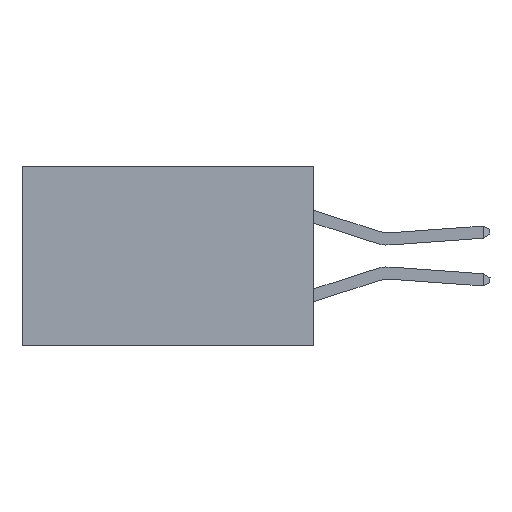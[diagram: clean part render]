
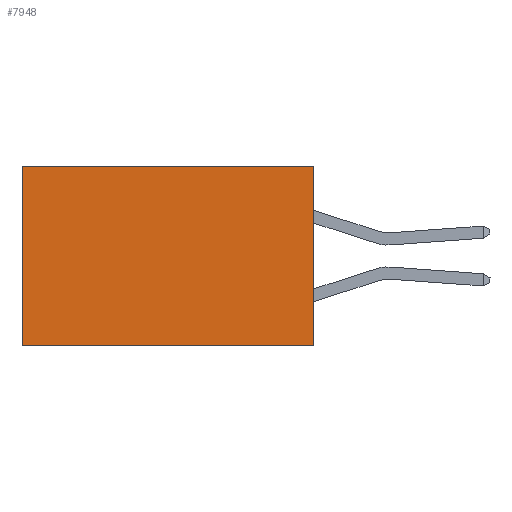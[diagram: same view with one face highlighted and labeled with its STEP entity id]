
A CAD part, left-side view. The second image highlights one B-rep face of the part: STEP entity #7948.
In plain terms, the highlighted planar face has unit normal (-1, 0, 0).
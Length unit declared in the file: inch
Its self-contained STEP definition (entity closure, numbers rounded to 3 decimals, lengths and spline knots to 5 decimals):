
#887 = VECTOR ( 'NONE', #8695, 39.37008 ) ;
#948 = VERTEX_POINT ( 'NONE', #1473 ) ;
#1089 = EDGE_CURVE ( 'NONE', #4802, #948, #9735, .T. ) ;
#1406 = VERTEX_POINT ( 'NONE', #11684 ) ;
#1473 = CARTESIAN_POINT ( 'NONE',  ( 0.2875, 0.6, -0.37 ) ) ;
#1672 = CARTESIAN_POINT ( 'NONE',  ( 0.2875, 0.6, 0. ) ) ;
#2024 = ORIENTED_EDGE ( 'NONE', *, *, #11559, .T. ) ;
#2110 = CARTESIAN_POINT ( 'NONE',  ( 0.2875, 0., 0. ) ) ;
#2194 = CARTESIAN_POINT ( 'NONE',  ( 0.2875, 0., 0. ) ) ;
#2274 = LINE ( 'NONE', #2194, #6593 ) ;
#2655 = EDGE_LOOP ( 'NONE', ( #2024, #9702, #3540, #4009 ) ) ;
#2842 = CARTESIAN_POINT ( 'NONE',  ( 0.2875, 0., -0.37 ) ) ;
#3302 = VECTOR ( 'NONE', #4750, 39.37008 ) ;
#3540 = ORIENTED_EDGE ( 'NONE', *, *, #4918, .F. ) ;
#4009 = ORIENTED_EDGE ( 'NONE', *, *, #13270, .T. ) ;
#4049 = AXIS2_PLACEMENT_3D ( 'NONE', #2110, #12437, #8029 ) ;
#4717 = LINE ( 'NONE', #10732, #887 ) ;
#4750 = DIRECTION ( 'NONE',  ( 0., 0., -1. ) ) ;
#4802 = VERTEX_POINT ( 'NONE', #11501 ) ;
#4918 = EDGE_CURVE ( 'NONE', #13077, #4802, #4717, .T. ) ;
#5036 = LINE ( 'NONE', #1672, #3302 ) ;
#6400 = CARTESIAN_POINT ( 'NONE',  ( 0.2875, 0., 0. ) ) ;
#6593 = VECTOR ( 'NONE', #11403, 39.37008 ) ;
#6958 = PLANE ( 'NONE',  #4049 ) ;
#7948 = ADVANCED_FACE ( 'NONE', ( #12407 ), #6958, .F. ) ;
#8029 = DIRECTION ( 'NONE',  ( 0., 0., -1. ) ) ;
#8695 = DIRECTION ( 'NONE',  ( 0., 0., -1. ) ) ;
#9702 = ORIENTED_EDGE ( 'NONE', *, *, #1089, .F. ) ;
#9735 = LINE ( 'NONE', #2842, #10548 ) ;
#10548 = VECTOR ( 'NONE', #13136, 39.37008 ) ;
#10732 = CARTESIAN_POINT ( 'NONE',  ( 0.2875, 0., 0. ) ) ;
#11403 = DIRECTION ( 'NONE',  ( 0., 1., 0. ) ) ;
#11501 = CARTESIAN_POINT ( 'NONE',  ( 0.2875, 0., -0.37 ) ) ;
#11559 = EDGE_CURVE ( 'NONE', #1406, #948, #5036, .T. ) ;
#11684 = CARTESIAN_POINT ( 'NONE',  ( 0.2875, 0.6, 0. ) ) ;
#12407 = FACE_OUTER_BOUND ( 'NONE', #2655, .T. ) ;
#12437 = DIRECTION ( 'NONE',  ( 1., 0., 0. ) ) ;
#13077 = VERTEX_POINT ( 'NONE', #6400 ) ;
#13136 = DIRECTION ( 'NONE',  ( 0., 1., 0. ) ) ;
#13270 = EDGE_CURVE ( 'NONE', #13077, #1406, #2274, .T. ) ;
